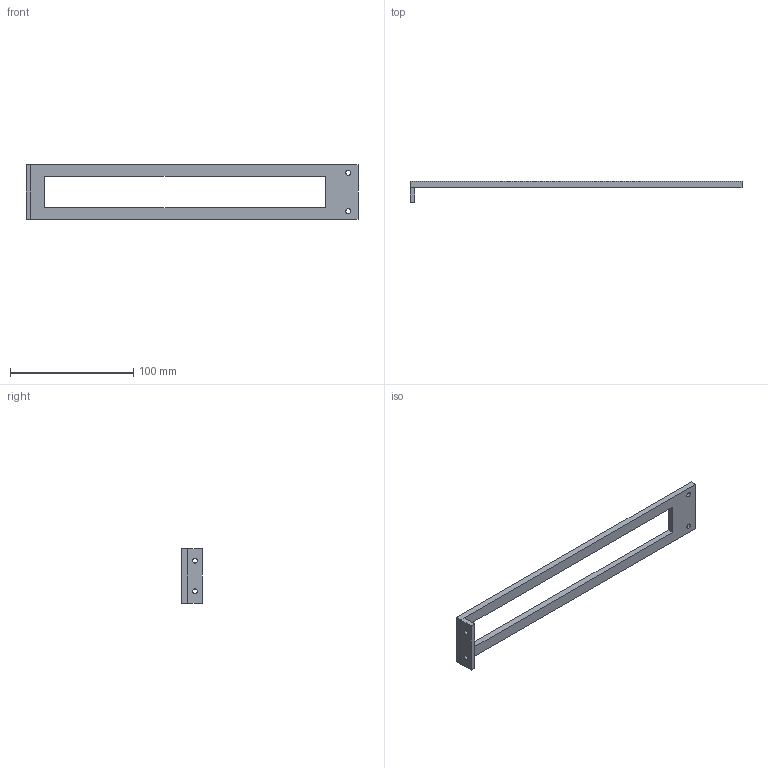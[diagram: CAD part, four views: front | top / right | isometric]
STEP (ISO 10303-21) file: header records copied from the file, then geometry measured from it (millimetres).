
FILE_DESCRIPTION(('FreeCAD Model'),'2;1');
FILE_NAME('Open CASCADE Shape Model','2024-03-29T13:00:24',(''),(''), 'Open CASCADE STEP processor 7.7','FreeCAD','Unknown');
FILE_SCHEMA(('AUTOMOTIVE_DESIGN { 1 0 10303 214 1 1 1 1 }'));
Length unit declared in the file: millimetre
Products named in the file (1): Router-side
Bounding box: 269.5 x 17 x 44 mm (x, y, z)
Volume: 32333.8 mm3; surface area: 19124.9 mm2
Topology: 1 solids, 1 shells, 19 faces, 47 edges, 30 vertices
Faces by surface type: plane 15, cylinder 4
Full cylindrical faces by diameter (mm): 4 x4
Entity records: 1228 total; most frequent: CARTESIAN_POINT 227, DIRECTION 183, LINE 125, VECTOR 125, ORIENTED_EDGE 94, PCURVE 94, DEFINITIONAL_REPRESENTATION 94, EDGE_CURVE 47
